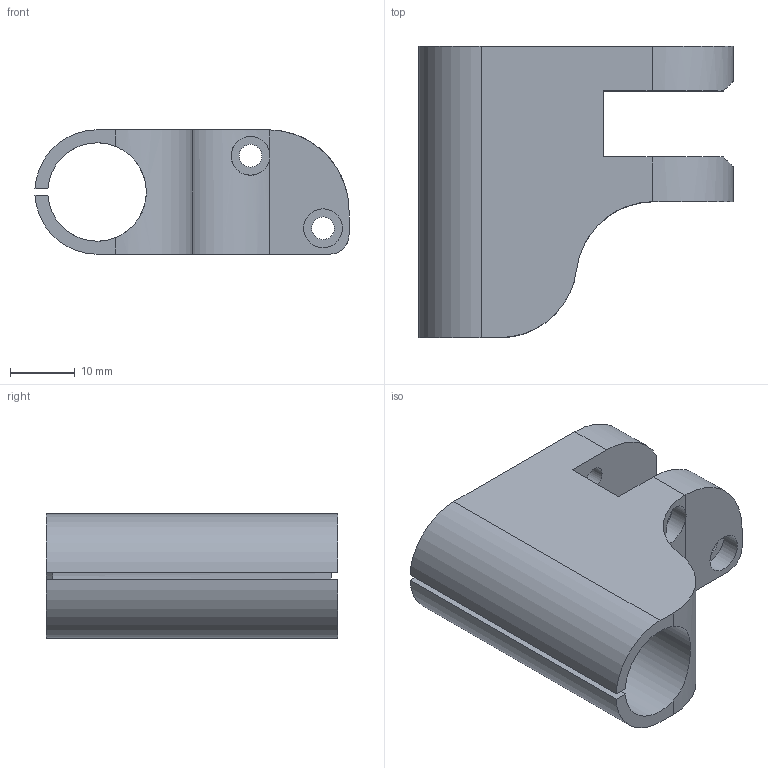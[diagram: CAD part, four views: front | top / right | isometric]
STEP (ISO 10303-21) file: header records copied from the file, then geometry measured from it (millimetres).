
FILE_DESCRIPTION(/* description */ (''),/* implementation_level */ '2;1');
FILE_NAME(/* name */ 'Z Mount Mirror.stp',/* time_stamp */ '2020-02-25T17:04:10+00:00',/* author */ ('Ax'),/* organization */ (''),/* preprocessor_version */ 'ST-DEVELOPER v17',/* originating_system */ 'Autodesk Inventor 2019',/* authorisation */ '');
FILE_SCHEMA (('AUTOMOTIVE_DESIGN { 1 0 10303 214 3 1 1 }'));
Length unit declared in the file: millimetre
Products named in the file (1): Z Mount Mirror
Bounding box: 48.49 x 45 x 19.2 mm (x, y, z)
Volume: 17146.5 mm3; surface area: 8581.1 mm2
Topology: 1 solids, 1 shells, 59 faces, 155 edges, 101 vertices
Faces by surface type: plane 43, cylinder 15, cone 1
Full cylindrical faces by diameter (mm): 3.5 x4, 6 x2
Entity records: 1972 total; most frequent: CARTESIAN_POINT 374, ORIENTED_EDGE 310, DIRECTION 310, EDGE_CURVE 155, LINE 108, VECTOR 108, VERTEX_POINT 101, AXIS2_PLACEMENT_3D 101
